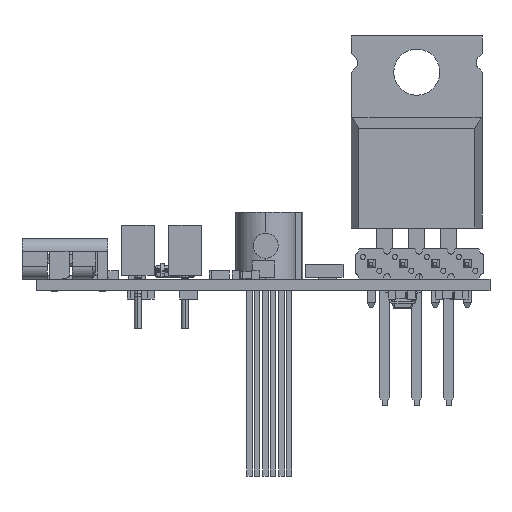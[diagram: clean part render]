
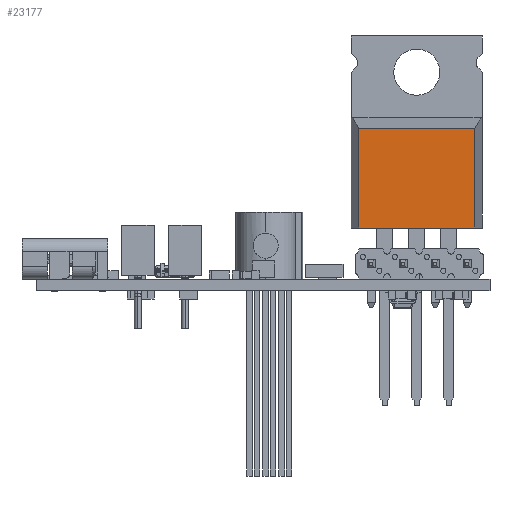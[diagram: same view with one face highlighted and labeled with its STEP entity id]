
A CAD part, front view. The second image highlights one B-rep face of the part: STEP entity #23177.
In plain terms, the highlighted face is planar.
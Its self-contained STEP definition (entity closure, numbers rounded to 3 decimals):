
#23177 = ADVANCED_FACE('',(#23178),#23212,.F.);
#23178 = FACE_BOUND('',#23179,.T.);
#23179 = EDGE_LOOP('',(#23180,#23190,#23198,#23206));
#23180 = ORIENTED_EDGE('',*,*,#23181,.F.);
#23181 = EDGE_CURVE('',#23182,#23184,#23186,.T.);
#23182 = VERTEX_POINT('',#23183);
#23183 = CARTESIAN_POINT('',(-2.071,4.064,1.41));
#23184 = VERTEX_POINT('',#23185);
#23185 = CARTESIAN_POINT('',(-2.071,11.976,1.41));
#23186 = LINE('',#23187,#23188);
#23187 = CARTESIAN_POINT('',(-2.071,11.976,1.41));
#23188 = VECTOR('',#23189,1.);
#23189 = DIRECTION('',(0.,1.,0.));
#23190 = ORIENTED_EDGE('',*,*,#23191,.F.);
#23191 = EDGE_CURVE('',#23192,#23182,#23194,.T.);
#23192 = VERTEX_POINT('',#23193);
#23193 = CARTESIAN_POINT('',(7.151,4.064,1.41));
#23194 = LINE('',#23195,#23196);
#23195 = CARTESIAN_POINT('',(7.747,4.064,1.41));
#23196 = VECTOR('',#23197,1.);
#23197 = DIRECTION('',(-1.,0.,-0.));
#23198 = ORIENTED_EDGE('',*,*,#23199,.F.);
#23199 = EDGE_CURVE('',#23200,#23192,#23202,.T.);
#23200 = VERTEX_POINT('',#23201);
#23201 = CARTESIAN_POINT('',(7.151,11.976,1.41));
#23202 = LINE('',#23203,#23204);
#23203 = CARTESIAN_POINT('',(7.151,11.976,1.41));
#23204 = VECTOR('',#23205,1.);
#23205 = DIRECTION('',(-0.,-1.,0.));
#23206 = ORIENTED_EDGE('',*,*,#23207,.F.);
#23207 = EDGE_CURVE('',#23184,#23200,#23208,.T.);
#23208 = LINE('',#23209,#23210);
#23209 = CARTESIAN_POINT('',(7.747,11.976,1.41));
#23210 = VECTOR('',#23211,1.);
#23211 = DIRECTION('',(1.,-0.,0.));
#23212 = PLANE('',#23213);
#23213 = AXIS2_PLACEMENT_3D('',#23214,#23215,#23216);
#23214 = CARTESIAN_POINT('',(7.747,11.976,1.41));
#23215 = DIRECTION('',(0.,0.,-1.));
#23216 = DIRECTION('',(0.,1.,0.));
